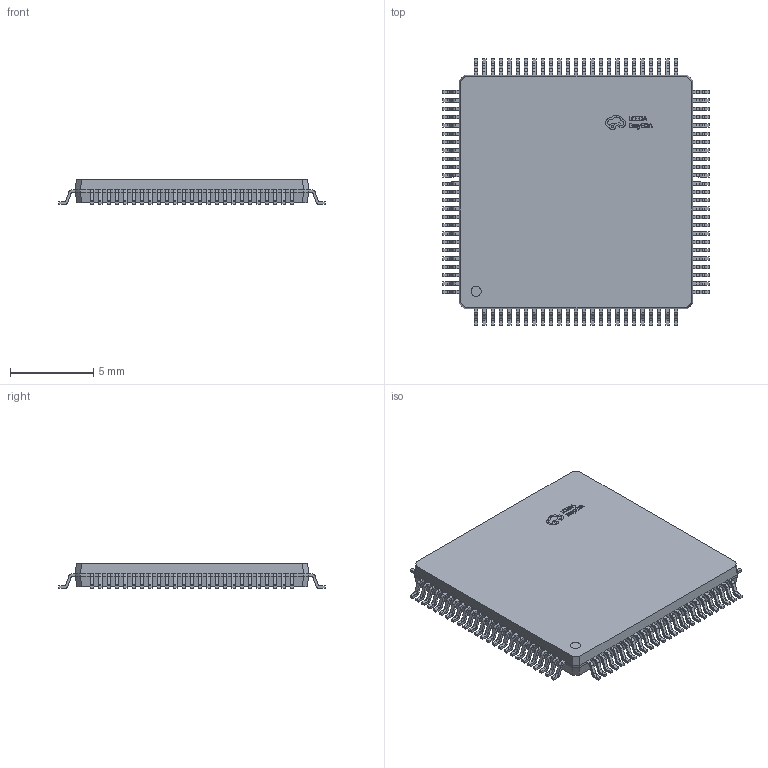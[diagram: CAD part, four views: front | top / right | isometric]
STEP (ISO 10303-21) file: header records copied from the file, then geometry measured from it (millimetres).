
FILE_DESCRIPTION (( 'STEP AP214' ), '1' );
FILE_NAME ('VQFP-100_L14.0-W14.0-P0.50-LS16.0-BL.step', '2022-07-09T05:34:10', ( '' ), ( '' ), 'SwSTEP 2.0', 'SolidWorks 2020', '' );
FILE_SCHEMA (( 'AUTOMOTIVE_DESIGN' ));
Length unit declared in the file: millimetre
Products named in the file (1): VQFP-100_L14.0-W14.0-P0.50-LS16.0-BL
Bounding box: 16 x 16 x 1.5 mm (x, y, z)
Volume: 276.4 mm3; surface area: 565.2 mm2
Topology: 1 solids, 1 shells, 1713 faces, 4636 edges, 2952 vertices
Faces by surface type: plane 1197, cylinder 402, bspline 114
Entity records: 58388 total; most frequent: CARTESIAN_POINT 11664, ORIENTED_EDGE 9272, DIRECTION 8408, EDGE_CURVE 4636, LINE 3600, VECTOR 3600, VERTEX_POINT 2952, AXIS2_PLACEMENT_3D 2404
